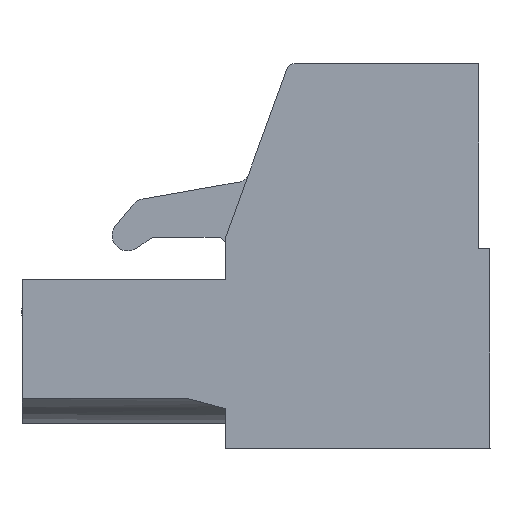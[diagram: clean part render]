
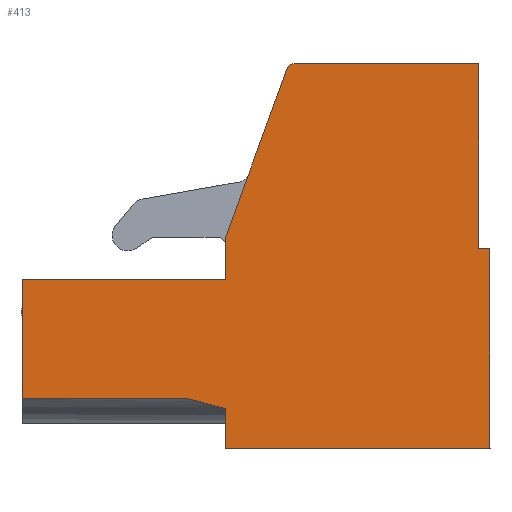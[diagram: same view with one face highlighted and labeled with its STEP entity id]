
A CAD part, front view. The second image highlights one B-rep face of the part: STEP entity #413.
In plain terms, the highlighted planar face has unit normal (0, -1, 0).
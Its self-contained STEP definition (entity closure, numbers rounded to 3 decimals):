
#413 = ADVANCED_FACE( '', ( #1052 ), #1053, .F. );
#1052 = FACE_OUTER_BOUND( '', #1957, .T. );
#1053 = PLANE( '', #1958 );
#1957 = EDGE_LOOP( '', ( #3134, #3135, #3136, #3137, #3138, #3139, #3140, #3141, #3142, #3143, #3144, #3145, #3146 ) );
#1958 = AXIS2_PLACEMENT_3D( '', #3147, #3148, #3149 );
#3134 = ORIENTED_EDGE( '', *, *, #5221, .F. );
#3135 = ORIENTED_EDGE( '', *, *, #5222, .F. );
#3136 = ORIENTED_EDGE( '', *, *, #5223, .T. );
#3137 = ORIENTED_EDGE( '', *, *, #5224, .F. );
#3138 = ORIENTED_EDGE( '', *, *, #4977, .F. );
#3139 = ORIENTED_EDGE( '', *, *, #5165, .T. );
#3140 = ORIENTED_EDGE( '', *, *, #5225, .F. );
#3141 = ORIENTED_EDGE( '', *, *, #5226, .F. );
#3142 = ORIENTED_EDGE( '', *, *, #5227, .T. );
#3143 = ORIENTED_EDGE( '', *, *, #5228, .T. );
#3144 = ORIENTED_EDGE( '', *, *, #5229, .T. );
#3145 = ORIENTED_EDGE( '', *, *, #5230, .T. );
#3146 = ORIENTED_EDGE( '', *, *, #5158, .F. );
#3147 = CARTESIAN_POINT( '', ( 29.25, -55.92, -1.8 ) );
#3148 = DIRECTION( '', ( 0., 1., 0. ) );
#3149 = DIRECTION( '', ( -1., 0., 0. ) );
#4977 = EDGE_CURVE( '', #5871, #5873, #5874, .T. );
#5158 = EDGE_CURVE( '', #6185, #6187, #6188, .T. );
#5165 = EDGE_CURVE( '', #5871, #6196, #6198, .T. );
#5221 = EDGE_CURVE( '', #6290, #6185, #6291, .T. );
#5222 = EDGE_CURVE( '', #6292, #6290, #6293, .T. );
#5223 = EDGE_CURVE( '', #6292, #6294, #6295, .T. );
#5224 = EDGE_CURVE( '', #5873, #6294, #6296, .T. );
#5225 = EDGE_CURVE( '', #6297, #6196, #6298, .T. );
#5226 = EDGE_CURVE( '', #6299, #6297, #6300, .T. );
#5227 = EDGE_CURVE( '', #6299, #6301, #6302, .T. );
#5228 = EDGE_CURVE( '', #6301, #6303, #6304, .T. );
#5229 = EDGE_CURVE( '', #6303, #6305, #6306, .T. );
#5230 = EDGE_CURVE( '', #6305, #6187, #6307, .T. );
#5871 = VERTEX_POINT( '', #7177 );
#5873 = VERTEX_POINT( '', #7180 );
#5874 = LINE( '', #7181, #7182 );
#6185 = VERTEX_POINT( '', #7586 );
#6187 = VERTEX_POINT( '', #7589 );
#6188 = LINE( '', #7590, #7591 );
#6196 = VERTEX_POINT( '', #7600 );
#6198 = CIRCLE( '', #7603, 0.3 );
#6290 = VERTEX_POINT( '', #7727 );
#6291 = LINE( '', #7728, #7729 );
#6292 = VERTEX_POINT( '', #7730 );
#6293 = LINE( '', #7731, #7732 );
#6294 = VERTEX_POINT( '', #7733 );
#6295 = LINE( '', #7734, #7735 );
#6296 = LINE( '', #7736, #7737 );
#6297 = VERTEX_POINT( '', #7738 );
#6298 = LINE( '', #7739, #7740 );
#6299 = VERTEX_POINT( '', #7741 );
#6300 = LINE( '', #7742, #7743 );
#6301 = VERTEX_POINT( '', #7744 );
#6302 = LINE( '', #7745, #7746 );
#6303 = VERTEX_POINT( '', #7747 );
#6304 = LINE( '', #7748, #7749 );
#6305 = VERTEX_POINT( '', #7750 );
#6306 = LINE( '', #7751, #7752 );
#6307 = LINE( '', #7753, #7754 );
#7177 = CARTESIAN_POINT( '', ( 22.558, -55.92, 0. ) );
#7180 = CARTESIAN_POINT( '', ( 30., -55.92, 0. ) );
#7181 = CARTESIAN_POINT( '', ( 30.15, -55.92, 0. ) );
#7182 = VECTOR( '', #8899, 1000. );
#7586 = CARTESIAN_POINT( '', ( 19.8, -55.92, -15.5 ) );
#7589 = CARTESIAN_POINT( '', ( 19.8, -55.92, -13.9 ) );
#7590 = CARTESIAN_POINT( '', ( 19.8, -55.92, -13.9 ) );
#7591 = VECTOR( '', #9141, 1000. );
#7600 = CARTESIAN_POINT( '', ( 22.276, -55.92, -0.197 ) );
#7603 = AXIS2_PLACEMENT_3D( '', #9150, #9151, #9152 );
#7727 = CARTESIAN_POINT( '', ( 30.45, -55.92, -15.5 ) );
#7728 = CARTESIAN_POINT( '', ( 19.8, -55.92, -15.5 ) );
#7729 = VECTOR( '', #9215, 1000. );
#7730 = CARTESIAN_POINT( '', ( 30.45, -55.92, -7.45 ) );
#7731 = CARTESIAN_POINT( '', ( 30.45, -55.92, -14.8 ) );
#7732 = VECTOR( '', #9216, 1000. );
#7733 = CARTESIAN_POINT( '', ( 30., -55.92, -7.45 ) );
#7734 = CARTESIAN_POINT( '', ( 30.45, -55.92, -7.45 ) );
#7735 = VECTOR( '', #9217, 1000. );
#7736 = CARTESIAN_POINT( '', ( 30., -55.92, -8. ) );
#7737 = VECTOR( '', #9218, 1000. );
#7738 = CARTESIAN_POINT( '', ( 19.8, -55.92, -7. ) );
#7739 = CARTESIAN_POINT( '', ( 19.668, -55.92, -7.361 ) );
#7740 = VECTOR( '', #9219, 1000. );
#7741 = CARTESIAN_POINT( '', ( 19.8, -55.92, -8.7 ) );
#7742 = CARTESIAN_POINT( '', ( 19.8, -55.92, -13.9 ) );
#7743 = VECTOR( '', #9220, 1000. );
#7744 = CARTESIAN_POINT( '', ( 11.6, -55.92, -8.7 ) );
#7745 = CARTESIAN_POINT( '', ( 11.5, -55.92, -8.7 ) );
#7746 = VECTOR( '', #9221, 1000. );
#7747 = CARTESIAN_POINT( '', ( 11.6, -55.92, -13.5 ) );
#7748 = CARTESIAN_POINT( '', ( 11.6, -55.92, -13.5 ) );
#7749 = VECTOR( '', #9222, 1000. );
#7750 = CARTESIAN_POINT( '', ( 18.307, -55.92, -13.5 ) );
#7751 = CARTESIAN_POINT( '', ( 18.307, -55.92, -13.5 ) );
#7752 = VECTOR( '', #9223, 1000. );
#7753 = CARTESIAN_POINT( '', ( 19.8, -55.92, -13.9 ) );
#7754 = VECTOR( '', #9224, 1000. );
#8899 = DIRECTION( '', ( 1., 0., 0. ) );
#9141 = DIRECTION( '', ( 0., 0., 1. ) );
#9150 = CARTESIAN_POINT( '', ( 22.558, -55.92, -0.3 ) );
#9151 = DIRECTION( '', ( 0., -1., 0. ) );
#9152 = DIRECTION( '', ( 1., 0., 0. ) );
#9215 = DIRECTION( '', ( -1., 0., 0. ) );
#9216 = DIRECTION( '', ( 0., 0., -1. ) );
#9217 = DIRECTION( '', ( -1., 0., 0. ) );
#9218 = DIRECTION( '', ( 0., 0., -1. ) );
#9219 = DIRECTION( '', ( 0.342, 0., 0.94 ) );
#9220 = DIRECTION( '', ( 0., 0., 1. ) );
#9221 = DIRECTION( '', ( -1., 0., 0. ) );
#9222 = DIRECTION( '', ( 0., 0., -1. ) );
#9223 = DIRECTION( '', ( 1., 0., 0. ) );
#9224 = DIRECTION( '', ( 0.966, 0., -0.259 ) );
